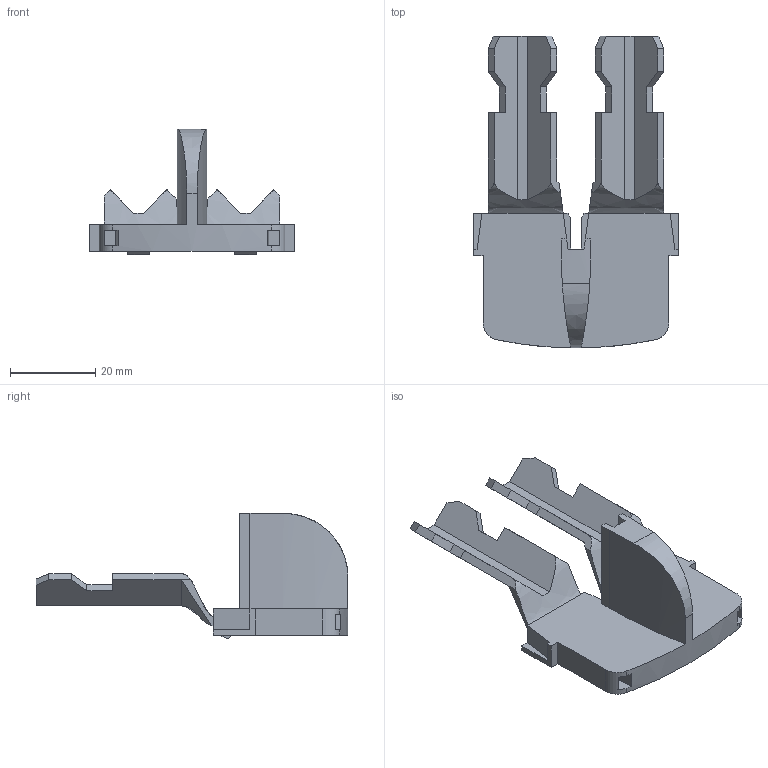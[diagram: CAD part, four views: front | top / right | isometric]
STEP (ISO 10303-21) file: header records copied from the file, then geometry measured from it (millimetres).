
FILE_DESCRIPTION(('STEP AP214'),'1');
FILE_NAME('cctmp_358D9323-C3BD-4E54-ACBF-7E4775E70148_2023_07_24_21_58_30_0783..stp','2023-07-24T19:58:31',('SIEMENS A&D'),('CADClick - www.CADClick.com'),'Spatial InterOp 3D postprocessed',' ','unknown authorization');
FILE_SCHEMA(('AUTOMOTIVE_DESIGN'));
Length unit declared in the file: millimetre
Products named in the file (1): 2023_07_24_21_58_30_0783
Bounding box: 47.8 x 72.97 x 29.38 mm (x, y, z)
Volume: 14172.7 mm3; surface area: 8776 mm2
Topology: 1 solids, 1 shells, 110 faces, 310 edges, 204 vertices
Faces by surface type: plane 96, cylinder 9, extrusion 4, bspline 1
Entity records: 4349 total; most frequent: CARTESIAN_POINT 1175, ORIENTED_EDGE 620, DIRECTION 528, EDGE_CURVE 310, VECTOR 256, LINE 252, VERTEX_POINT 204, AXIS2_PLACEMENT_3D 136
